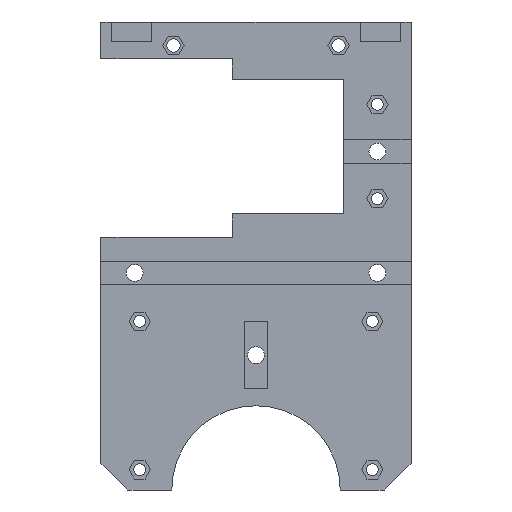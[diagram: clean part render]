
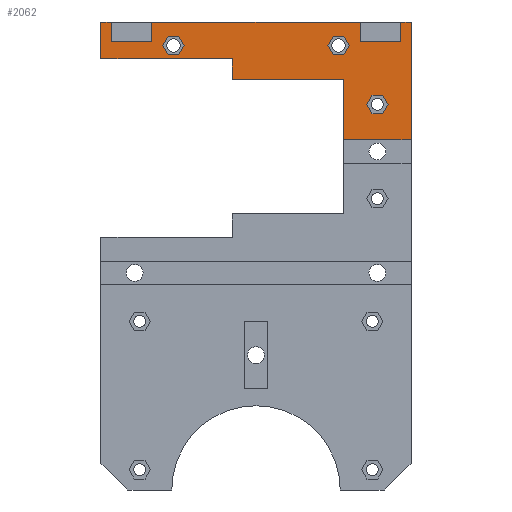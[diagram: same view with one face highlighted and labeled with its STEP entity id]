
A CAD part, left-side view. The second image highlights one B-rep face of the part: STEP entity #2062.
In plain terms, the highlighted planar face has unit normal (-1, 0, 0).
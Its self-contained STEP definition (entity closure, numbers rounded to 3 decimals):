
#42=FACE_BOUND('',#239,.T.);
#43=FACE_BOUND('',#240,.T.);
#44=FACE_BOUND('',#241,.T.);
#117=FACE_OUTER_BOUND('',#238,.T.);
#238=EDGE_LOOP('',(#1498,#1499,#1500,#1501,#1502,#1503,#1504,#1505,#1506,
#1507,#1508,#1509,#1510,#1511,#1512,#1513));
#239=EDGE_LOOP('',(#1514,#1515,#1516,#1517,#1518,#1519));
#240=EDGE_LOOP('',(#1520,#1521,#1522,#1523,#1524,#1525));
#241=EDGE_LOOP('',(#1526,#1527,#1528,#1529,#1530,#1531));
#340=LINE('',#2844,#602);
#344=LINE('',#2852,#606);
#347=LINE('',#2858,#609);
#350=LINE('',#2864,#612);
#353=LINE('',#2870,#615);
#356=LINE('',#2875,#618);
#358=LINE('',#2885,#620);
#362=LINE('',#2893,#624);
#365=LINE('',#2899,#627);
#368=LINE('',#2905,#630);
#371=LINE('',#2911,#633);
#374=LINE('',#2916,#636);
#378=LINE('',#2934,#640);
#390=LINE('',#2959,#652);
#405=LINE('',#2991,#667);
#412=LINE('',#3005,#674);
#424=LINE('',#3049,#686);
#425=LINE('',#3050,#687);
#426=LINE('',#3051,#688);
#427=LINE('',#3053,#689);
#428=LINE('',#3055,#690);
#429=LINE('',#3057,#691);
#430=LINE('',#3059,#692);
#431=LINE('',#3061,#693);
#432=LINE('',#3063,#694);
#433=LINE('',#3064,#695);
#434=LINE('',#3066,#696);
#435=LINE('',#3067,#697);
#436=LINE('',#3070,#698);
#437=LINE('',#3072,#699);
#438=LINE('',#3074,#700);
#439=LINE('',#3076,#701);
#440=LINE('',#3078,#702);
#441=LINE('',#3079,#703);
#602=VECTOR('',#2302,10.);
#606=VECTOR('',#2308,10.);
#609=VECTOR('',#2313,10.);
#612=VECTOR('',#2318,10.);
#615=VECTOR('',#2323,10.);
#618=VECTOR('',#2328,10.);
#620=VECTOR('',#2338,10.);
#624=VECTOR('',#2344,10.);
#627=VECTOR('',#2349,10.);
#630=VECTOR('',#2354,10.);
#633=VECTOR('',#2359,10.);
#636=VECTOR('',#2364,10.);
#640=VECTOR('',#2384,10.);
#652=VECTOR('',#2398,10.);
#667=VECTOR('',#2421,10.);
#674=VECTOR('',#2430,10.);
#686=VECTOR('',#2468,10.);
#687=VECTOR('',#2469,10.);
#688=VECTOR('',#2470,10.);
#689=VECTOR('',#2471,10.);
#690=VECTOR('',#2472,10.);
#691=VECTOR('',#2473,10.);
#692=VECTOR('',#2474,10.);
#693=VECTOR('',#2475,10.);
#694=VECTOR('',#2476,10.);
#695=VECTOR('',#2477,10.);
#696=VECTOR('',#2478,10.);
#697=VECTOR('',#2479,10.);
#698=VECTOR('',#2480,10.);
#699=VECTOR('',#2481,10.);
#700=VECTOR('',#2482,10.);
#701=VECTOR('',#2483,10.);
#702=VECTOR('',#2484,10.);
#703=VECTOR('',#2485,10.);
#864=VERTEX_POINT('',#2842);
#865=VERTEX_POINT('',#2843);
#868=VERTEX_POINT('',#2851);
#870=VERTEX_POINT('',#2857);
#872=VERTEX_POINT('',#2863);
#874=VERTEX_POINT('',#2869);
#878=VERTEX_POINT('',#2883);
#879=VERTEX_POINT('',#2884);
#882=VERTEX_POINT('',#2892);
#884=VERTEX_POINT('',#2898);
#886=VERTEX_POINT('',#2904);
#888=VERTEX_POINT('',#2910);
#894=VERTEX_POINT('',#2932);
#895=VERTEX_POINT('',#2933);
#906=VERTEX_POINT('',#2957);
#907=VERTEX_POINT('',#2958);
#919=VERTEX_POINT('',#2988);
#920=VERTEX_POINT('',#2990);
#925=VERTEX_POINT('',#3002);
#926=VERTEX_POINT('',#3004);
#945=VERTEX_POINT('',#3048);
#946=VERTEX_POINT('',#3052);
#947=VERTEX_POINT('',#3054);
#948=VERTEX_POINT('',#3056);
#949=VERTEX_POINT('',#3058);
#950=VERTEX_POINT('',#3060);
#951=VERTEX_POINT('',#3062);
#952=VERTEX_POINT('',#3065);
#953=VERTEX_POINT('',#3068);
#954=VERTEX_POINT('',#3069);
#955=VERTEX_POINT('',#3071);
#956=VERTEX_POINT('',#3073);
#957=VERTEX_POINT('',#3075);
#958=VERTEX_POINT('',#3077);
#1062=EDGE_CURVE('',#864,#865,#340,.T.);
#1066=EDGE_CURVE('',#868,#864,#344,.T.);
#1069=EDGE_CURVE('',#870,#868,#347,.T.);
#1072=EDGE_CURVE('',#872,#870,#350,.T.);
#1075=EDGE_CURVE('',#874,#872,#353,.T.);
#1078=EDGE_CURVE('',#865,#874,#356,.T.);
#1082=EDGE_CURVE('',#878,#879,#358,.T.);
#1086=EDGE_CURVE('',#882,#878,#362,.T.);
#1089=EDGE_CURVE('',#884,#882,#365,.T.);
#1092=EDGE_CURVE('',#886,#884,#368,.T.);
#1095=EDGE_CURVE('',#888,#886,#371,.T.);
#1098=EDGE_CURVE('',#879,#888,#374,.T.);
#1106=EDGE_CURVE('',#894,#895,#378,.T.);
#1118=EDGE_CURVE('',#906,#907,#390,.T.);
#1133=EDGE_CURVE('',#919,#920,#405,.T.);
#1140=EDGE_CURVE('',#925,#926,#412,.T.);
#1163=EDGE_CURVE('',#945,#920,#424,.T.);
#1164=EDGE_CURVE('',#926,#919,#425,.T.);
#1165=EDGE_CURVE('',#895,#925,#426,.T.);
#1166=EDGE_CURVE('',#946,#894,#427,.T.);
#1167=EDGE_CURVE('',#947,#946,#428,.T.);
#1168=EDGE_CURVE('',#947,#948,#429,.T.);
#1169=EDGE_CURVE('',#949,#948,#430,.T.);
#1170=EDGE_CURVE('',#950,#949,#431,.T.);
#1171=EDGE_CURVE('',#951,#950,#432,.T.);
#1172=EDGE_CURVE('',#951,#907,#433,.T.);
#1173=EDGE_CURVE('',#952,#906,#434,.T.);
#1174=EDGE_CURVE('',#952,#945,#435,.T.);
#1175=EDGE_CURVE('',#953,#954,#436,.T.);
#1176=EDGE_CURVE('',#954,#955,#437,.T.);
#1177=EDGE_CURVE('',#955,#956,#438,.T.);
#1178=EDGE_CURVE('',#956,#957,#439,.T.);
#1179=EDGE_CURVE('',#957,#958,#440,.T.);
#1180=EDGE_CURVE('',#958,#953,#441,.T.);
#1498=ORIENTED_EDGE('',*,*,#1163,.T.);
#1499=ORIENTED_EDGE('',*,*,#1133,.F.);
#1500=ORIENTED_EDGE('',*,*,#1164,.F.);
#1501=ORIENTED_EDGE('',*,*,#1140,.F.);
#1502=ORIENTED_EDGE('',*,*,#1165,.F.);
#1503=ORIENTED_EDGE('',*,*,#1106,.F.);
#1504=ORIENTED_EDGE('',*,*,#1166,.F.);
#1505=ORIENTED_EDGE('',*,*,#1167,.F.);
#1506=ORIENTED_EDGE('',*,*,#1168,.T.);
#1507=ORIENTED_EDGE('',*,*,#1169,.F.);
#1508=ORIENTED_EDGE('',*,*,#1170,.F.);
#1509=ORIENTED_EDGE('',*,*,#1171,.F.);
#1510=ORIENTED_EDGE('',*,*,#1172,.T.);
#1511=ORIENTED_EDGE('',*,*,#1118,.F.);
#1512=ORIENTED_EDGE('',*,*,#1173,.F.);
#1513=ORIENTED_EDGE('',*,*,#1174,.T.);
#1514=ORIENTED_EDGE('',*,*,#1062,.T.);
#1515=ORIENTED_EDGE('',*,*,#1078,.T.);
#1516=ORIENTED_EDGE('',*,*,#1075,.T.);
#1517=ORIENTED_EDGE('',*,*,#1072,.T.);
#1518=ORIENTED_EDGE('',*,*,#1069,.T.);
#1519=ORIENTED_EDGE('',*,*,#1066,.T.);
#1520=ORIENTED_EDGE('',*,*,#1082,.T.);
#1521=ORIENTED_EDGE('',*,*,#1098,.T.);
#1522=ORIENTED_EDGE('',*,*,#1095,.T.);
#1523=ORIENTED_EDGE('',*,*,#1092,.T.);
#1524=ORIENTED_EDGE('',*,*,#1089,.T.);
#1525=ORIENTED_EDGE('',*,*,#1086,.T.);
#1526=ORIENTED_EDGE('',*,*,#1175,.T.);
#1527=ORIENTED_EDGE('',*,*,#1176,.T.);
#1528=ORIENTED_EDGE('',*,*,#1177,.T.);
#1529=ORIENTED_EDGE('',*,*,#1178,.T.);
#1530=ORIENTED_EDGE('',*,*,#1179,.T.);
#1531=ORIENTED_EDGE('',*,*,#1180,.T.);
#1966=PLANE('',#2200);
#2062=ADVANCED_FACE('',(#117,#42,#43,#44),#1966,.T.);
#2200=AXIS2_PLACEMENT_3D('',#3047,#2466,#2467);
#2302=DIRECTION('',(0.,-0.5,0.866));
#2308=DIRECTION('',(0.,0.5,0.866));
#2313=DIRECTION('',(0.,1.,0.));
#2318=DIRECTION('',(0.,0.5,-0.866));
#2323=DIRECTION('',(0.,-0.5,-0.866));
#2328=DIRECTION('',(0.,-1.,0.));
#2338=DIRECTION('',(0.,-0.5,0.866));
#2344=DIRECTION('',(0.,0.5,0.866));
#2349=DIRECTION('',(0.,1.,0.));
#2354=DIRECTION('',(0.,0.5,-0.866));
#2359=DIRECTION('',(0.,-0.5,-0.866));
#2364=DIRECTION('',(0.,-1.,0.));
#2384=DIRECTION('',(0.,0.,-1.));
#2398=DIRECTION('',(0.,0.,-1.));
#2421=DIRECTION('',(0.,0.,1.));
#2430=DIRECTION('',(0.,0.,1.));
#2466=DIRECTION('center_axis',(-1.,0.,0.));
#2467=DIRECTION('ref_axis',(0.,0.,1.));
#2468=DIRECTION('',(0.,-1.,0.));
#2469=DIRECTION('',(0.,1.,0.));
#2470=DIRECTION('',(0.,1.,0.));
#2471=DIRECTION('',(0.,-1.,0.));
#2472=DIRECTION('',(0.,0.,1.));
#2473=DIRECTION('',(0.,1.,0.));
#2474=DIRECTION('',(0.,0.,-1.));
#2475=DIRECTION('',(0.,-1.,0.));
#2476=DIRECTION('',(0.,0.,1.));
#2477=DIRECTION('',(0.,1.,0.));
#2478=DIRECTION('',(0.,-1.,0.));
#2479=DIRECTION('',(0.,0.,-1.));
#2480=DIRECTION('',(0.,-0.5,0.866));
#2481=DIRECTION('',(0.,-1.,0.));
#2482=DIRECTION('',(0.,-0.5,-0.866));
#2483=DIRECTION('',(0.,0.5,-0.866));
#2484=DIRECTION('',(0.,1.,0.));
#2485=DIRECTION('',(0.,0.5,0.866));
#2842=CARTESIAN_POINT('',(-3.,-8.325,-4.582));
#2843=CARTESIAN_POINT('',(-3.,-9.912,-1.832));
#2844=CARTESIAN_POINT('',(-3.,-1.409,-16.559));
#2851=CARTESIAN_POINT('',(-3.,-9.912,-7.332));
#2852=CARTESIAN_POINT('',(-3.,-22.952,-29.918));
#2857=CARTESIAN_POINT('',(-3.,-13.088,-7.332));
#2858=CARTESIAN_POINT('',(-3.,-24.544,-7.332));
#2863=CARTESIAN_POINT('',(-3.,-14.675,-4.582));
#2864=CARTESIAN_POINT('',(-3.,-6.966,-17.934));
#2869=CARTESIAN_POINT('',(-3.,-13.088,-1.832));
#2870=CARTESIAN_POINT('',(-3.,-26.922,-25.793));
#2875=CARTESIAN_POINT('',(-3.,-22.956,-1.832));
#2883=CARTESIAN_POINT('',(-3.,-57.325,-4.582));
#2884=CARTESIAN_POINT('',(-3.,-58.912,-1.832));
#2885=CARTESIAN_POINT('',(-3.,-44.284,-27.168));
#2892=CARTESIAN_POINT('',(-3.,-58.912,-7.332));
#2893=CARTESIAN_POINT('',(-3.,-65.827,-19.309));
#2898=CARTESIAN_POINT('',(-3.,-62.088,-7.332));
#2899=CARTESIAN_POINT('',(-3.,-49.044,-7.332));
#2904=CARTESIAN_POINT('',(-3.,-63.675,-4.582));
#2905=CARTESIAN_POINT('',(-3.,-49.841,-28.543));
#2910=CARTESIAN_POINT('',(-3.,-62.088,-1.832));
#2911=CARTESIAN_POINT('',(-3.,-69.797,-15.184));
#2916=CARTESIAN_POINT('',(-3.,-47.456,-1.832));
#2932=CARTESIAN_POINT('',(-3.,-82.,2.418));
#2933=CARTESIAN_POINT('',(-3.,-82.,-32.5));
#2934=CARTESIAN_POINT('',(-3.,-82.,25.918));
#2957=CARTESIAN_POINT('',(-3.,7.,2.418));
#2958=CARTESIAN_POINT('',(-3.,7.,-3.5));
#2959=CARTESIAN_POINT('',(-3.,7.,6.959));
#2988=CARTESIAN_POINT('',(-3.,-29.,-14.582));
#2990=CARTESIAN_POINT('',(-3.,-29.,-8.5));
#2991=CARTESIAN_POINT('',(-3.,-29.,-58.));
#3002=CARTESIAN_POINT('',(-3.,-62.,-32.5));
#3004=CARTESIAN_POINT('',(-3.,-62.,-14.582));
#3005=CARTESIAN_POINT('',(-3.,-62.,0.418));
#3047=CARTESIAN_POINT('Origin',(-3.,-36.,-52.5));
#3048=CARTESIAN_POINT('',(-3.,10.,-8.5));
#3049=CARTESIAN_POINT('',(-3.,-16.,-8.5));
#3050=CARTESIAN_POINT('',(-3.,-31.,-14.582));
#3051=CARTESIAN_POINT('',(-3.,-67.,-32.5));
#3052=CARTESIAN_POINT('',(-3.,-79.,2.418));
#3053=CARTESIAN_POINT('',(-3.,-50.75,2.418));
#3054=CARTESIAN_POINT('',(-3.,-79.,-3.5));
#3055=CARTESIAN_POINT('',(-3.,-79.,10.459));
#3056=CARTESIAN_POINT('',(-3.,-67.,-3.5));
#3057=CARTESIAN_POINT('',(-3.,-59.,-3.5));
#3058=CARTESIAN_POINT('',(-3.,-67.,2.418));
#3059=CARTESIAN_POINT('',(-3.,-67.,6.959));
#3060=CARTESIAN_POINT('',(-3.,-5.,2.418));
#3061=CARTESIAN_POINT('',(-3.,-50.75,2.418));
#3062=CARTESIAN_POINT('',(-3.,-5.,-3.5));
#3063=CARTESIAN_POINT('',(-3.,-5.,10.459));
#3064=CARTESIAN_POINT('',(-3.,-20.5,-3.5));
#3065=CARTESIAN_POINT('',(-3.,10.,2.418));
#3066=CARTESIAN_POINT('',(-3.,-50.75,2.418));
#3067=CARTESIAN_POINT('',(-3.,10.,31.418));
#3068=CARTESIAN_POINT('',(-3.,-68.825,-22.));
#3069=CARTESIAN_POINT('',(-3.,-70.412,-19.25));
#3070=CARTESIAN_POINT('',(-3.,-58.118,-40.544));
#3071=CARTESIAN_POINT('',(-3.,-73.588,-19.25));
#3072=CARTESIAN_POINT('',(-3.,-53.206,-19.25));
#3073=CARTESIAN_POINT('',(-3.,-75.175,-22.));
#3074=CARTESIAN_POINT('',(-3.,-76.088,-23.581));
#3075=CARTESIAN_POINT('',(-3.,-73.588,-24.75));
#3076=CARTESIAN_POINT('',(-3.,-63.675,-41.919));
#3077=CARTESIAN_POINT('',(-3.,-70.412,-24.75));
#3078=CARTESIAN_POINT('',(-3.,-54.794,-24.75));
#3079=CARTESIAN_POINT('',(-3.,-72.119,-27.706));
